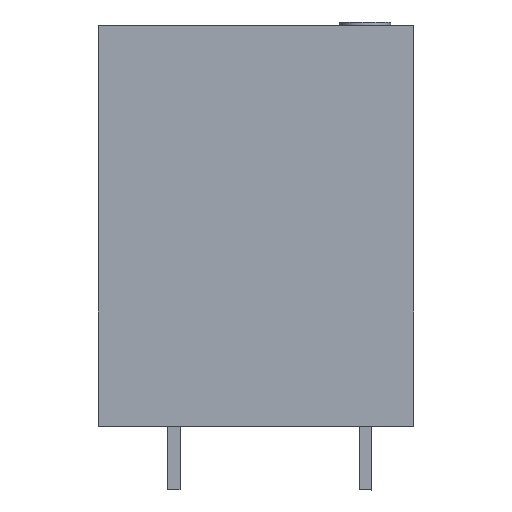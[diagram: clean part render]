
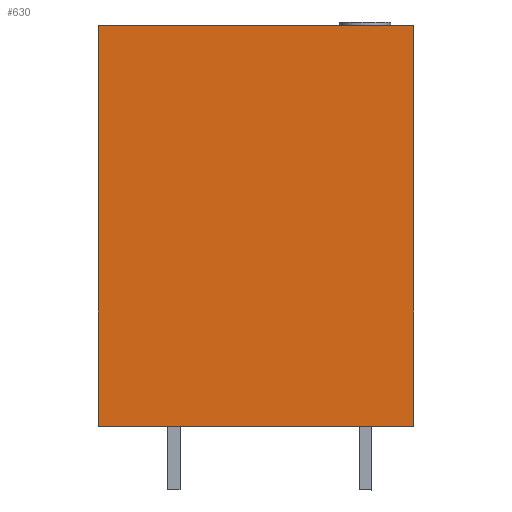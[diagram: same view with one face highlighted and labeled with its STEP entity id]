
A CAD part, left-side view. The second image highlights one B-rep face of the part: STEP entity #630.
In plain terms, the highlighted planar face has unit normal (-1, 0, 0).
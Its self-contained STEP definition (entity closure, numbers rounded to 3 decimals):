
#603=AXIS2_PLACEMENT_3D('Plane Axis2P3D',#600,#601,#602) ;
#224=CARTESIAN_POINT('Line Origine',(0.,12.35,36.3)) ;
#228=CARTESIAN_POINT('Vertex',(0.,0.,36.3)) ;
#230=CARTESIAN_POINT('Vertex',(0.,24.7,36.3)) ;
#600=CARTESIAN_POINT('Axis2P3D Location',(0.,24.7,0.)) ;
#605=CARTESIAN_POINT('Line Origine',(0.,24.7,20.65)) ;
#609=CARTESIAN_POINT('Vertex',(0.,24.7,5.)) ;
#612=CARTESIAN_POINT('Line Origine',(0.,12.35,5.)) ;
#616=CARTESIAN_POINT('Vertex',(0.,0.,5.)) ;
#619=CARTESIAN_POINT('Line Origine',(0.,0.,20.65)) ;
#225=DIRECTION('Vector Direction',(0.,-1.,0.)) ;
#601=DIRECTION('Axis2P3D Direction',(-1.,0.,0.)) ;
#602=DIRECTION('Axis2P3D XDirection',(0.,-1.,0.)) ;
#606=DIRECTION('Vector Direction',(0.,0.,-1.)) ;
#613=DIRECTION('Vector Direction',(0.,-1.,0.)) ;
#620=DIRECTION('Vector Direction',(0.,0.,1.)) ;
#226=VECTOR('Line Direction',#225,1.) ;
#607=VECTOR('Line Direction',#606,1.) ;
#614=VECTOR('Line Direction',#613,1.) ;
#621=VECTOR('Line Direction',#620,1.) ;
#625=ORIENTED_EDGE('',*,*,#232,.T.) ;
#626=ORIENTED_EDGE('',*,*,#611,.T.) ;
#627=ORIENTED_EDGE('',*,*,#618,.T.) ;
#628=ORIENTED_EDGE('',*,*,#623,.T.) ;
#630=ADVANCED_FACE('HOUSING',(#629),#604,.T.) ;
#232=EDGE_CURVE('',#229,#231,#227,.F.) ;
#611=EDGE_CURVE('',#231,#610,#608,.T.) ;
#618=EDGE_CURVE('',#610,#617,#615,.T.) ;
#623=EDGE_CURVE('',#617,#229,#622,.T.) ;
#624=EDGE_LOOP('',(#625,#626,#627,#628)) ;
#629=FACE_OUTER_BOUND('',#624,.T.) ;
#227=LINE('Line',#224,#226) ;
#608=LINE('Line',#605,#607) ;
#615=LINE('Line',#612,#614) ;
#622=LINE('Line',#619,#621) ;
#604=PLANE('',#603) ;
#229=VERTEX_POINT('',#228) ;
#231=VERTEX_POINT('',#230) ;
#610=VERTEX_POINT('',#609) ;
#617=VERTEX_POINT('',#616) ;
